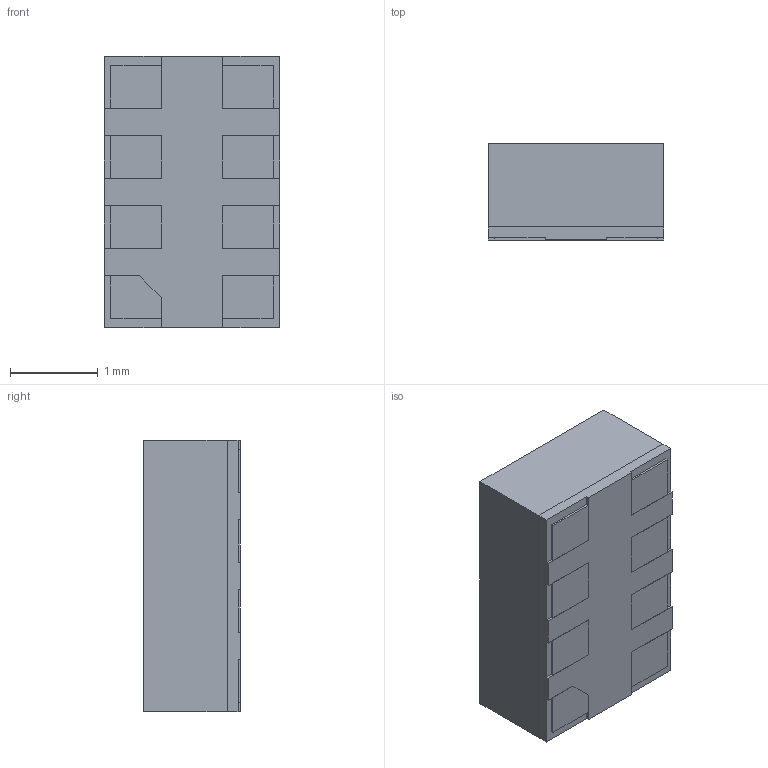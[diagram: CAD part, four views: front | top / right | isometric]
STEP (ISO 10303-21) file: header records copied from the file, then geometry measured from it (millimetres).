
FILE_DESCRIPTION (( 'STEP AP214' ), '1' );
FILE_NAME ('AS7341-DLGT.STEP', '2022-02-02T07:09:54', ( '' ), ( '' ), 'SwSTEP 2.0', 'SolidWorks 2017', '' );
FILE_SCHEMA (( 'AUTOMOTIVE_DESIGN' ));
Length unit declared in the file: millimetre
Products named in the file (1): AS7341-DLGT
Bounding box: 2 x 1.1 x 3.1 mm (x, y, z)
Volume: 6.2 mm3; surface area: 43.8 mm2
Topology: 26 solids, 26 shells, 268 faces, 600 edges, 400 vertices
Faces by surface type: plane 266, cylinder 2
Entity records: 7551 total; most frequent: CARTESIAN_POINT 1269, ORIENTED_EDGE 1200, DIRECTION 1142, EDGE_CURVE 600, LINE 596, VECTOR 596, VERTEX_POINT 400, EDGE_LOOP 286
